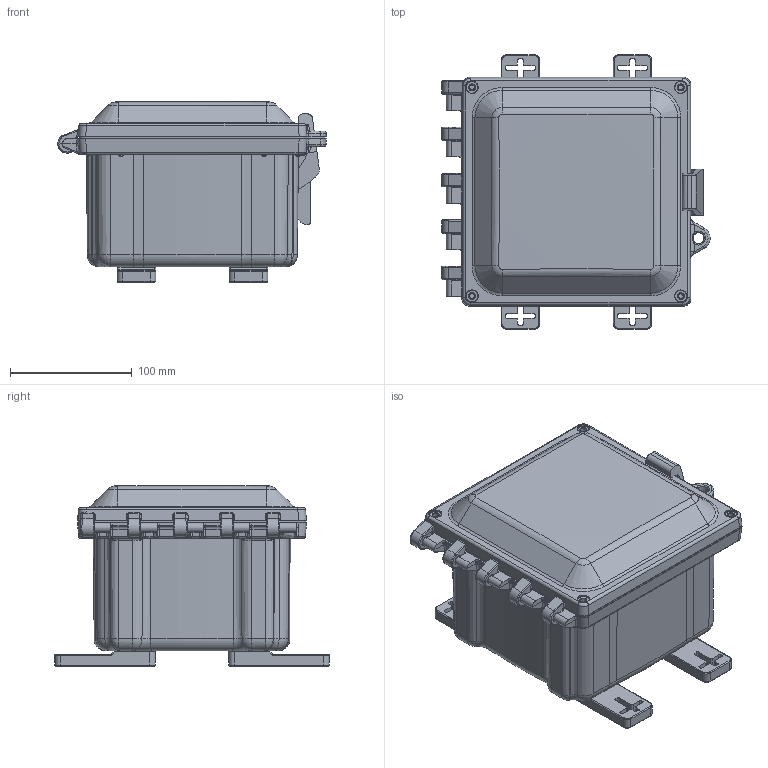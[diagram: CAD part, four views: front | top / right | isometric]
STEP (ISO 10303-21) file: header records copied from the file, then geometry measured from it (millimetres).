
FILE_DESCRIPTION (( 'STEP AP214' ), '1' );
FILE_NAME ('AH664HW_REV1.STEP', '2025-02-19T11:38:34', ( '' ), ( '' ), 'SwSTEP 2.0', 'SolidWorks 2024', '' );
FILE_SCHEMA (( 'AUTOMOTIVE_DESIGN' ));
Length unit declared in the file: inch
Products named in the file (1): AH664HW_REV1
Bounding box: 220.38 x 225.43 x 147.88 mm (x, y, z)
Volume: 851607.7 mm3; surface area: 362581.3 mm2
Topology: 4 solids, 8 shells, 2029 faces, 4981 edges, 3004 vertices
Faces by surface type: cylinder 619, plane 519, bspline 497, torus 212, cone 163, sphere 19
Full cylindrical faces by diameter (mm): 3.967 x8, 4.953 x4, 6.35 x8, 7.937 x5, 7.938 x4, 8.319 x5, 9.525 x1, 9.906 x4, 11.43 x1
Entity records: 98353 total; most frequent: CARTESIAN_POINT 58558, ORIENTED_EDGE 9578, DIRECTION 6194, EDGE_CURVE 4789, VERTEX_POINT 2922, AXIS2_PLACEMENT_3D 2285, EDGE_LOOP 2207, FACE_OUTER_BOUND 2084
